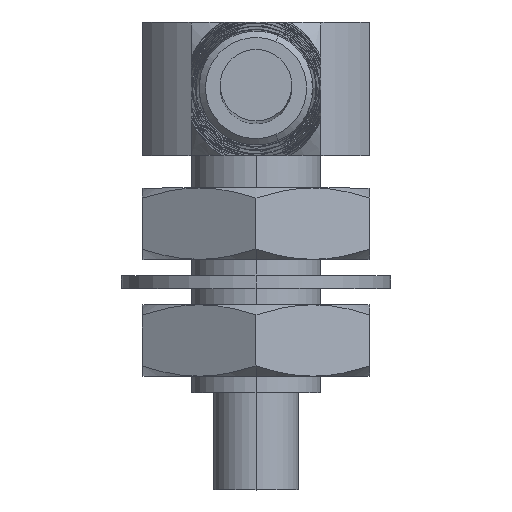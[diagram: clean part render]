
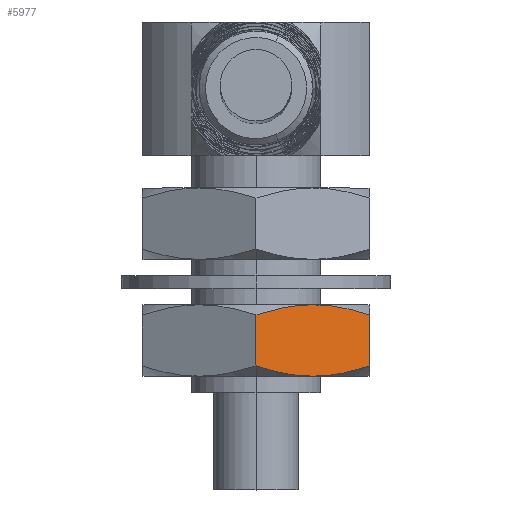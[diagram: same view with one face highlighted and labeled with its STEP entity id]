
A CAD part, top view. The second image highlights one B-rep face of the part: STEP entity #5977.
In plain terms, the highlighted planar face has unit normal (0.5, 0, 0.866).
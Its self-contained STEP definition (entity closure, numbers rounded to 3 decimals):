
#5439=DIRECTION('',(0.,-1.,0.));
#5440=VECTOR('',#5439,1.575);
#5441=CARTESIAN_POINT('',(3.5,-0.313,
2.021));
#5442=LINE('',#5441,#5440);
#5530=CARTESIAN_POINT('',(3.5,-0.313,
2.021));
#5538=CARTESIAN_POINT('',(1.75,0.,
3.031));
#5539=CARTESIAN_POINT('',(1.864,0.,
2.965));
#5540=CARTESIAN_POINT('',(2.092,-0.009,
2.834));
#5541=CARTESIAN_POINT('',(2.437,-0.047,
2.635));
#5542=CARTESIAN_POINT('',(2.783,-0.11,
2.435));
#5543=CARTESIAN_POINT('',(3.13,-0.196,
2.234));
#5544=CARTESIAN_POINT('',(3.375,-0.271,
2.093));
#5545=CARTESIAN_POINT('',(3.5,-0.313,
2.021));
#5547=DIRECTION('',(0.,-1.,0.));
#5548=VECTOR('',#5547,1.575);
#5549=CARTESIAN_POINT('',(0.,-0.313,
4.041));
#5550=LINE('',#5549,#5548);
#5551=CARTESIAN_POINT('',(3.5,-1.887,2.021));
#5552=CARTESIAN_POINT('',(3.345,-1.939,2.11));
#5553=CARTESIAN_POINT('',(3.04,-2.03,2.286));
#5554=CARTESIAN_POINT('',(2.6,-2.128,2.54));
#5555=CARTESIAN_POINT('',(2.171,-2.187,2.788));
#5556=CARTESIAN_POINT('',(1.889,-2.2,2.951));
#5557=CARTESIAN_POINT('',(1.75,-2.2,3.031));
#5572=CARTESIAN_POINT('',(1.75,-2.2,3.031));
#5573=CARTESIAN_POINT('',(1.636,-2.2,3.097));
#5574=CARTESIAN_POINT('',(1.408,-2.191,3.229));
#5575=CARTESIAN_POINT('',(1.063,-2.153,3.428));
#5576=CARTESIAN_POINT('',(0.717,-2.09,
3.628));
#5577=CARTESIAN_POINT('',(0.37,-2.004,
3.828));
#5578=CARTESIAN_POINT('',(0.125,-1.929,
3.969));
#5579=CARTESIAN_POINT('',(0.,-1.887,4.041));
#5581=CARTESIAN_POINT('',(0.,-1.887,4.041));
#5682=CARTESIAN_POINT('',(0.,-0.313,
4.041));
#5683=CARTESIAN_POINT('',(0.155,-0.261,
3.952));
#5684=CARTESIAN_POINT('',(0.46,-0.17,
3.776));
#5685=CARTESIAN_POINT('',(0.9,-0.072,
3.522));
#5686=CARTESIAN_POINT('',(1.329,-0.013,
3.274));
#5687=CARTESIAN_POINT('',(1.611,0.,
3.111));
#5688=CARTESIAN_POINT('',(1.75,0.,
3.031));
#5737=VERTEX_POINT('',#5581);
#5755=CARTESIAN_POINT('',(1.75,0.,3.031));
#5756=VERTEX_POINT('',#5755);
#5763=VERTEX_POINT('',#5682);
#5765=VERTEX_POINT('',#5530);
#5773=CARTESIAN_POINT('',(3.5,-1.887,2.021));
#5774=VERTEX_POINT('',#5773);
#5775=VERTEX_POINT('',#5557);
#5960=CARTESIAN_POINT('',(1.75,-1.1,3.031));
#5961=DIRECTION('',(0.5,0.,0.866));
#5962=DIRECTION('',(0.866,0.,-0.5));
#5963=AXIS2_PLACEMENT_3D('',#5960,#5961,#5962);
#5964=PLANE('',#5963);
#5965=ORIENTED_EDGE('',*,*,#5954,.T.);
#5966=ORIENTED_EDGE('',*,*,#5860,.T.);
#5968=ORIENTED_EDGE('',*,*,#5967,.T.);
#5970=ORIENTED_EDGE('',*,*,#5969,.T.);
#5972=ORIENTED_EDGE('',*,*,#5971,.F.);
#5974=ORIENTED_EDGE('',*,*,#5973,.T.);
#5975=EDGE_LOOP('',(#5965,#5966,#5968,#5970,#5972,#5974));
#5976=FACE_OUTER_BOUND('',#5975,.F.);
#5977=ADVANCED_FACE('',(#5976),#5964,.T.);
#5546=B_SPLINE_CURVE_WITH_KNOTS('',3,(#5538,#5539,#5540,#5541,#5542,#5543,#5544,
#5545),.UNSPECIFIED.,.F.,.F.,(4,1,1,1,1,4),(0.,0.2,0.4,0.6,0.8,1.),
.UNSPECIFIED.);
#5558=B_SPLINE_CURVE_WITH_KNOTS('',3,(#5551,#5552,#5553,#5554,#5555,#5556,
#5557),.UNSPECIFIED.,.F.,.F.,(4,1,1,1,4),(0.,0.25,0.5,0.75,1.),
.UNSPECIFIED.);
#5580=B_SPLINE_CURVE_WITH_KNOTS('',3,(#5572,#5573,#5574,#5575,#5576,#5577,#5578,
#5579),.UNSPECIFIED.,.F.,.F.,(4,1,1,1,1,4),(0.,0.2,0.4,0.6,0.8,1.),
.UNSPECIFIED.);
#5689=B_SPLINE_CURVE_WITH_KNOTS('',3,(#5682,#5683,#5684,#5685,#5686,#5687,
#5688),.UNSPECIFIED.,.F.,.F.,(4,1,1,1,4),(0.,0.25,0.5,0.75,1.),
.UNSPECIFIED.);
#5860=EDGE_CURVE('',#5765,#5774,#5442,.T.);
#5954=EDGE_CURVE('',#5756,#5765,#5546,.T.);
#5967=EDGE_CURVE('',#5774,#5775,#5558,.T.);
#5969=EDGE_CURVE('',#5775,#5737,#5580,.T.);
#5971=EDGE_CURVE('',#5763,#5737,#5550,.T.);
#5973=EDGE_CURVE('',#5763,#5756,#5689,.T.);
